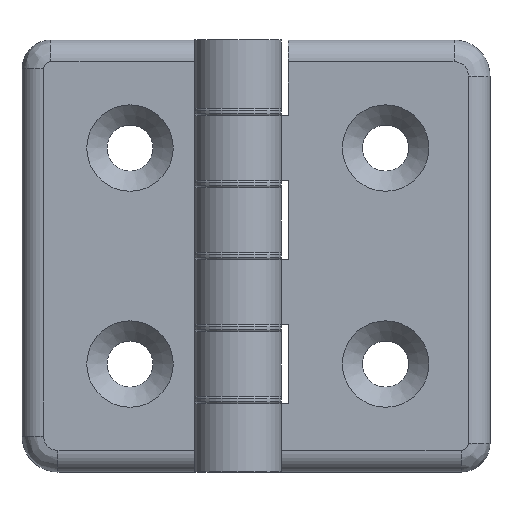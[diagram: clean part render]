
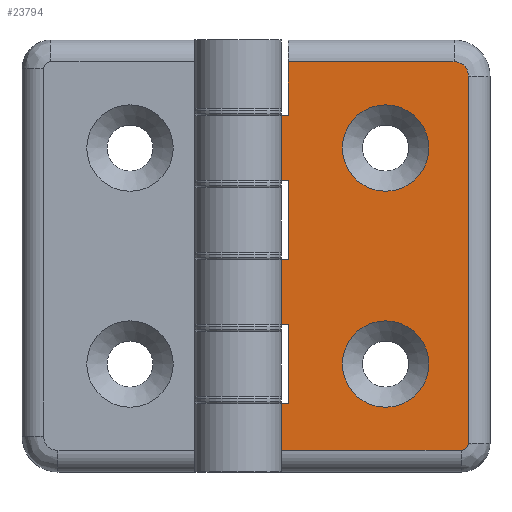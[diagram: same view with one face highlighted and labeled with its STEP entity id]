
A CAD part, top view. The second image highlights one B-rep face of the part: STEP entity #23794.
In plain terms, the highlighted planar face has unit normal (0, 0, 1).
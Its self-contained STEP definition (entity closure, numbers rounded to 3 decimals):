
#257=CIRCLE('',#24828,2.);
#261=CIRCLE('',#24833,1.);
#262=CIRCLE('',#24836,6.);
#263=CIRCLE('',#24837,6.);
#376=FACE_BOUND('',#4697,.T.);
#377=FACE_BOUND('',#4698,.T.);
#3343=FACE_OUTER_BOUND('',#4696,.T.);
#4696=EDGE_LOOP('',(#18908,#18909,#18910,#18911,#18912,#18913,#18914,#18915,
#18916,#18917,#18918,#18919,#18920,#18921,#18922,#18923));
#4697=EDGE_LOOP('',(#18924));
#4698=EDGE_LOOP('',(#18925));
#6315=LINE('',#38431,#8255);
#6320=LINE('',#38446,#8260);
#6323=LINE('',#38457,#8263);
#6328=LINE('',#38472,#8268);
#6331=LINE('',#38483,#8271);
#6349=LINE('',#38523,#8289);
#6350=LINE('',#38525,#8290);
#6386=LINE('',#38643,#8326);
#6388=LINE('',#38664,#8328);
#6390=LINE('',#38681,#8330);
#6391=LINE('',#38683,#8331);
#6392=LINE('',#38684,#8332);
#6393=LINE('',#38685,#8333);
#6394=LINE('',#38686,#8334);
#8255=VECTOR('',#26582,10.);
#8260=VECTOR('',#26593,10.);
#8263=VECTOR('',#26602,10.);
#8268=VECTOR('',#26613,10.);
#8271=VECTOR('',#26622,10.);
#8289=VECTOR('',#26662,10.);
#8290=VECTOR('',#26665,10.);
#8326=VECTOR('',#26787,10.);
#8328=VECTOR('',#26801,10.);
#8330=VECTOR('',#26811,10.);
#8331=VECTOR('',#26814,10.);
#8332=VECTOR('',#26815,10.);
#8333=VECTOR('',#26816,10.);
#8334=VECTOR('',#26817,10.);
#10446=VERTEX_POINT('',#38428);
#10447=VERTEX_POINT('',#38430);
#10453=VERTEX_POINT('',#38443);
#10454=VERTEX_POINT('',#38445);
#10458=VERTEX_POINT('',#38454);
#10459=VERTEX_POINT('',#38456);
#10465=VERTEX_POINT('',#38469);
#10466=VERTEX_POINT('',#38471);
#10470=VERTEX_POINT('',#38480);
#10471=VERTEX_POINT('',#38482);
#10482=VERTEX_POINT('',#38521);
#10508=VERTEX_POINT('',#38640);
#10509=VERTEX_POINT('',#38642);
#10510=VERTEX_POINT('',#38654);
#10512=VERTEX_POINT('',#38660);
#10514=VERTEX_POINT('',#38674);
#10516=VERTEX_POINT('',#38687);
#10517=VERTEX_POINT('',#38689);
#13423=EDGE_CURVE('',#10447,#10446,#6315,.T.);
#13430=EDGE_CURVE('',#10454,#10453,#6320,.T.);
#13435=EDGE_CURVE('',#10459,#10458,#6323,.T.);
#13442=EDGE_CURVE('',#10466,#10465,#6328,.T.);
#13447=EDGE_CURVE('',#10471,#10470,#6331,.T.);
#13468=EDGE_CURVE('',#10482,#10470,#6349,.T.);
#13469=EDGE_CURVE('',#10466,#10458,#6350,.T.);
#13523=EDGE_CURVE('',#10508,#10509,#6386,.T.);
#13527=EDGE_CURVE('',#10509,#10510,#257,.T.);
#13530=EDGE_CURVE('',#10510,#10512,#6388,.T.);
#13533=EDGE_CURVE('',#10512,#10514,#261,.T.);
#13535=EDGE_CURVE('',#10514,#10482,#6390,.T.);
#13536=EDGE_CURVE('',#10454,#10446,#6391,.T.);
#13537=EDGE_CURVE('',#10453,#10459,#6392,.T.);
#13538=EDGE_CURVE('',#10465,#10471,#6393,.T.);
#13539=EDGE_CURVE('',#10508,#10447,#6394,.T.);
#13540=EDGE_CURVE('',#10516,#10516,#262,.T.);
#13541=EDGE_CURVE('',#10517,#10517,#263,.T.);
#18908=ORIENTED_EDGE('',*,*,#13423,.T.);
#18909=ORIENTED_EDGE('',*,*,#13536,.F.);
#18910=ORIENTED_EDGE('',*,*,#13430,.T.);
#18911=ORIENTED_EDGE('',*,*,#13537,.T.);
#18912=ORIENTED_EDGE('',*,*,#13435,.T.);
#18913=ORIENTED_EDGE('',*,*,#13469,.F.);
#18914=ORIENTED_EDGE('',*,*,#13442,.T.);
#18915=ORIENTED_EDGE('',*,*,#13538,.T.);
#18916=ORIENTED_EDGE('',*,*,#13447,.T.);
#18917=ORIENTED_EDGE('',*,*,#13468,.F.);
#18918=ORIENTED_EDGE('',*,*,#13535,.F.);
#18919=ORIENTED_EDGE('',*,*,#13533,.F.);
#18920=ORIENTED_EDGE('',*,*,#13530,.F.);
#18921=ORIENTED_EDGE('',*,*,#13527,.F.);
#18922=ORIENTED_EDGE('',*,*,#13523,.F.);
#18923=ORIENTED_EDGE('',*,*,#13539,.T.);
#18924=ORIENTED_EDGE('',*,*,#13540,.T.);
#18925=ORIENTED_EDGE('',*,*,#13541,.T.);
#22905=PLANE('',#24835);
#23794=ADVANCED_FACE('',(#3343,#376,#377),#22905,.T.);
#24828=AXIS2_PLACEMENT_3D('',#38658,#26794,#26795);
#24833=AXIS2_PLACEMENT_3D('',#38678,#26806,#26807);
#24835=AXIS2_PLACEMENT_3D('',#38682,#26812,#26813);
#24836=AXIS2_PLACEMENT_3D('',#38688,#26818,#26819);
#24837=AXIS2_PLACEMENT_3D('',#38690,#26820,#26821);
#26582=DIRECTION('',(-1.,0.,0.));
#26593=DIRECTION('',(1.,0.,0.));
#26602=DIRECTION('',(-1.,0.,0.));
#26613=DIRECTION('',(1.,0.,0.));
#26622=DIRECTION('',(-1.,0.,0.));
#26662=DIRECTION('',(0.,1.,0.));
#26665=DIRECTION('',(0.,1.,0.));
#26787=DIRECTION('',(1.,0.,0.));
#26794=DIRECTION('center_axis',(0.,0.,-1.));
#26795=DIRECTION('ref_axis',(0.707,0.707,0.));
#26801=DIRECTION('',(0.,-1.,0.));
#26806=DIRECTION('center_axis',(0.,0.,-1.));
#26807=DIRECTION('ref_axis',(0.707,-0.707,0.));
#26811=DIRECTION('',(-1.,0.,0.));
#26812=DIRECTION('center_axis',(0.,0.,1.));
#26813=DIRECTION('ref_axis',(1.,0.,0.));
#26814=DIRECTION('',(0.,1.,0.));
#26815=DIRECTION('',(0.,-1.,0.));
#26816=DIRECTION('',(0.,-1.,0.));
#26817=DIRECTION('',(0.,-1.,0.));
#26818=DIRECTION('center_axis',(0.,0.,-1.));
#26819=DIRECTION('ref_axis',(1.,0.,0.));
#26820=DIRECTION('center_axis',(0.,0.,-1.));
#26821=DIRECTION('ref_axis',(1.,0.,0.));
#38428=CARTESIAN_POINT('',(-14.,19.5,5.));
#38430=CARTESIAN_POINT('',(-13.,19.5,5.));
#38431=CARTESIAN_POINT('',(-27.,19.5,5.));
#38443=CARTESIAN_POINT('',(-13.,10.5,5.));
#38445=CARTESIAN_POINT('',(-14.,10.5,5.));
#38446=CARTESIAN_POINT('',(-13.5,10.5,5.));
#38454=CARTESIAN_POINT('',(-14.,-0.5,5.));
#38456=CARTESIAN_POINT('',(-13.,-0.5,5.));
#38457=CARTESIAN_POINT('',(-26.,-0.5,5.));
#38469=CARTESIAN_POINT('',(-13.,-9.5,5.));
#38471=CARTESIAN_POINT('',(-14.,-9.5,5.));
#38472=CARTESIAN_POINT('',(-13.5,-9.5,5.));
#38480=CARTESIAN_POINT('',(-14.,-20.5,5.));
#38482=CARTESIAN_POINT('',(-13.,-20.5,5.));
#38483=CARTESIAN_POINT('',(-26.5,-20.5,5.));
#38521=CARTESIAN_POINT('',(-14.,-27.,5.));
#38523=CARTESIAN_POINT('',(-14.,0.,5.));
#38525=CARTESIAN_POINT('',(-14.,0.,5.));
#38640=CARTESIAN_POINT('',(-13.,27.,5.));
#38642=CARTESIAN_POINT('',(10.,27.,5.));
#38643=CARTESIAN_POINT('',(-9.75,27.,5.));
#38654=CARTESIAN_POINT('',(12.,25.,5.));
#38658=CARTESIAN_POINT('Origin',(10.,25.,5.));
#38660=CARTESIAN_POINT('',(12.,-26.,5.));
#38664=CARTESIAN_POINT('',(12.,0.,5.));
#38674=CARTESIAN_POINT('',(11.,-27.,5.));
#38678=CARTESIAN_POINT('Origin',(11.,-26.,5.));
#38681=CARTESIAN_POINT('',(-9.75,-27.,5.));
#38682=CARTESIAN_POINT('Origin',(-14.,0.,5.));
#38683=CARTESIAN_POINT('',(-14.,0.,5.));
#38684=CARTESIAN_POINT('',(-13.,-0.25,5.));
#38685=CARTESIAN_POINT('',(-13.,-10.25,5.));
#38686=CARTESIAN_POINT('',(-13.,9.75,5.));
#38687=CARTESIAN_POINT('',(-5.5,15.,5.));
#38688=CARTESIAN_POINT('Origin',(0.5,15.,5.));
#38689=CARTESIAN_POINT('',(-5.5,-15.,5.));
#38690=CARTESIAN_POINT('Origin',(0.5,-15.,5.));
